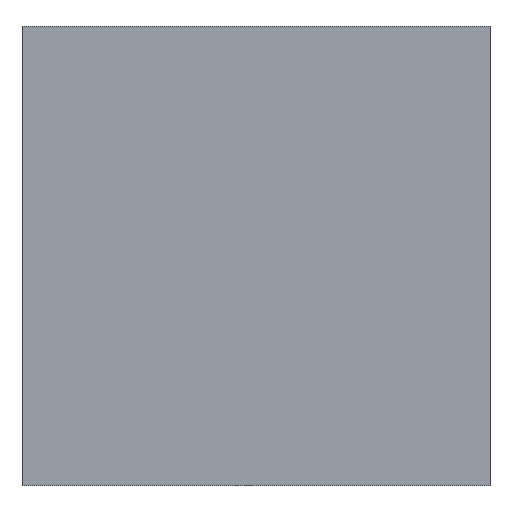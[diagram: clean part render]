
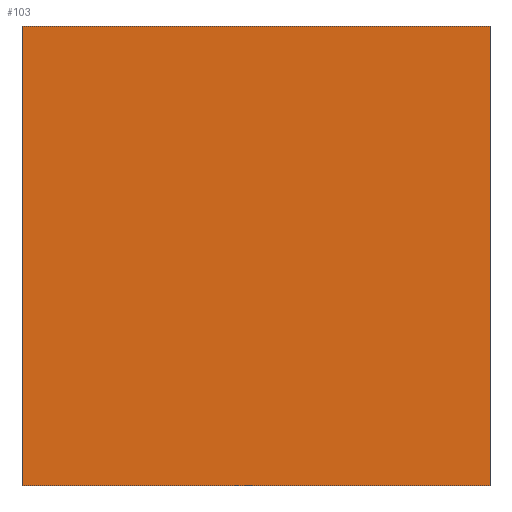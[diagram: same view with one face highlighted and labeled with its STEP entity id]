
A CAD part, front view. The second image highlights one B-rep face of the part: STEP entity #103.
In plain terms, the highlighted planar face has unit normal (0, -1, 0).
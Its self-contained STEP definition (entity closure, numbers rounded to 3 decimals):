
#2 = EDGE_CURVE ( 'NONE', #28, #463, #125, .T. ) ;
#26 = AXIS2_PLACEMENT_3D ( 'NONE', #375, #131, #412 ) ;
#28 = VERTEX_POINT ( 'NONE', #249 ) ;
#29 = ORIENTED_EDGE ( 'NONE', *, *, #2, .F. ) ;
#82 = LINE ( 'NONE', #133, #203 ) ;
#92 = EDGE_LOOP ( 'NONE', ( #29, #196, #517, #119 ) ) ;
#103 = ADVANCED_FACE ( 'NONE', ( #418 ), #292, .F. ) ;
#119 = ORIENTED_EDGE ( 'NONE', *, *, #167, .F. ) ;
#124 = CARTESIAN_POINT ( 'NONE',  ( 26.5, 0., -26. ) ) ;
#125 = LINE ( 'NONE', #483, #164 ) ;
#131 = DIRECTION ( 'NONE',  ( 0., 1., 0. ) ) ;
#133 = CARTESIAN_POINT ( 'NONE',  ( 26.5, 0., -26. ) ) ;
#164 = VECTOR ( 'NONE', #533, 1000. ) ;
#165 = CARTESIAN_POINT ( 'NONE',  ( 26.5, 0., 26. ) ) ;
#167 = EDGE_CURVE ( 'NONE', #463, #319, #82, .T. ) ;
#196 = ORIENTED_EDGE ( 'NONE', *, *, #393, .T. ) ;
#203 = VECTOR ( 'NONE', #297, 1000. ) ;
#204 = VECTOR ( 'NONE', #470, 1000. ) ;
#214 = CARTESIAN_POINT ( 'NONE',  ( -26.5, 0., 26. ) ) ;
#224 = LINE ( 'NONE', #268, #204 ) ;
#249 = CARTESIAN_POINT ( 'NONE',  ( 26.5, 0., 26. ) ) ;
#268 = CARTESIAN_POINT ( 'NONE',  ( -26.5, 0., -6. ) ) ;
#291 = EDGE_CURVE ( 'NONE', #319, #449, #224, .T. ) ;
#292 = PLANE ( 'NONE',  #26 ) ;
#297 = DIRECTION ( 'NONE',  ( -1., 0., 0. ) ) ;
#319 = VERTEX_POINT ( 'NONE', #515 ) ;
#375 = CARTESIAN_POINT ( 'NONE',  ( 0., 0., 0. ) ) ;
#393 = EDGE_CURVE ( 'NONE', #28, #449, #399, .T. ) ;
#399 = LINE ( 'NONE', #165, #434 ) ;
#412 = DIRECTION ( 'NONE',  ( 0., 0., 1. ) ) ;
#418 = FACE_OUTER_BOUND ( 'NONE', #92, .T. ) ;
#434 = VECTOR ( 'NONE', #524, 1000. ) ;
#449 = VERTEX_POINT ( 'NONE', #214 ) ;
#463 = VERTEX_POINT ( 'NONE', #124 ) ;
#470 = DIRECTION ( 'NONE',  ( 0., 0., 1. ) ) ;
#483 = CARTESIAN_POINT ( 'NONE',  ( 26.5, 0., -6. ) ) ;
#515 = CARTESIAN_POINT ( 'NONE',  ( -26.5, 0., -26. ) ) ;
#517 = ORIENTED_EDGE ( 'NONE', *, *, #291, .F. ) ;
#524 = DIRECTION ( 'NONE',  ( -1., 0., 0. ) ) ;
#533 = DIRECTION ( 'NONE',  ( 0., 0., -1. ) ) ;
